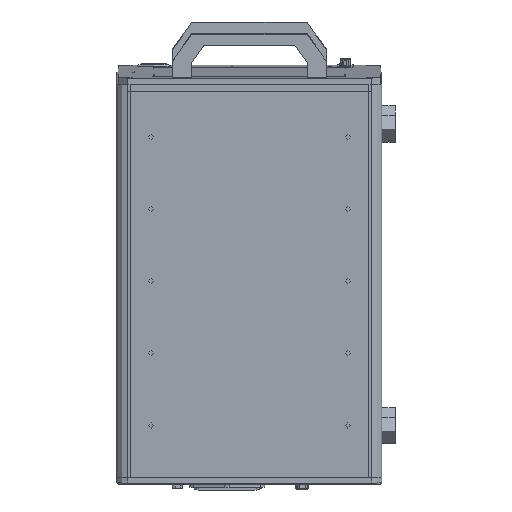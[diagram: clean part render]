
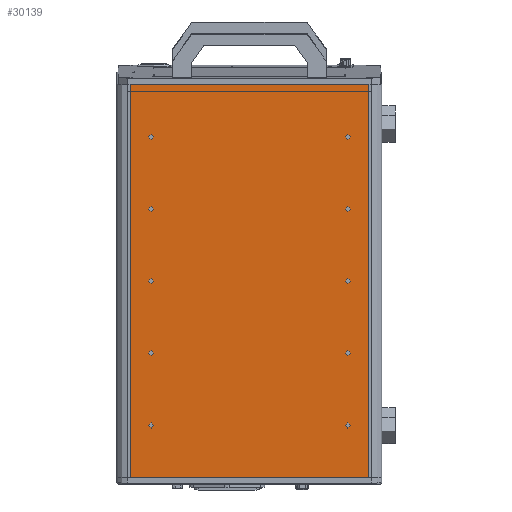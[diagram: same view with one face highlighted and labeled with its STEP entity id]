
A CAD part, left-side view. The second image highlights one B-rep face of the part: STEP entity #30139.
In plain terms, the highlighted planar face has unit normal (-0.999, 0, -0.035).
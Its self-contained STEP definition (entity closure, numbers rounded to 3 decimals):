
#294 = VERTEX_POINT ( 'NONE', #35704 ) ;
#661 = CARTESIAN_POINT ( 'NONE',  ( -410.856, 10., 221.397 ) ) ;
#1150 = ORIENTED_EDGE ( 'NONE', *, *, #4788, .T. ) ;
#1749 = EDGE_LOOP ( 'NONE', ( #27566 ) ) ;
#4030 = CARTESIAN_POINT ( 'NONE',  ( -409.025, 26.003, 168.429 ) ) ;
#4788 = EDGE_CURVE ( 'NONE', #294, #56795, #29328, .T. ) ;
#5415 = EDGE_CURVE ( 'NONE', #5505, #294, #8279, .T. ) ;
#5505 = VERTEX_POINT ( 'NONE', #37114 ) ;
#6731 = VERTEX_POINT ( 'NONE', #32215 ) ;
#7477 = ORIENTED_EDGE ( 'NONE', *, *, #28302, .T. ) ;
#8078 = CIRCLE ( 'NONE', #48780, 2. ) ;
#8119 = AXIS2_PLACEMENT_3D ( 'NONE', #21482, #66902, #59735 ) ;
#8279 = LINE ( 'NONE', #661, #38112 ) ;
#8650 = LINE ( 'NONE', #79098, #65418 ) ;
#8685 = CARTESIAN_POINT ( 'NONE',  ( -412.825, 176.003, 278.363 ) ) ;
#8842 = EDGE_LOOP ( 'NONE', ( #35298 ) ) ;
#8974 = CIRCLE ( 'NONE', #78077, 2. ) ;
#9699 = EDGE_CURVE ( 'NONE', #49545, #49545, #49227, .T. ) ;
#10184 = FACE_OUTER_BOUND ( 'NONE', #67424, .T. ) ;
#10621 = DIRECTION ( 'NONE',  ( -0.035, 0., 0.999 ) ) ;
#12251 = VERTEX_POINT ( 'NONE', #24968 ) ;
#12292 = VECTOR ( 'NONE', #49290, 1000. ) ;
#13421 = ORIENTED_EDGE ( 'NONE', *, *, #35003, .T. ) ;
#13648 = CARTESIAN_POINT ( 'NONE',  ( -414.655, 26.003, 331.331 ) ) ;
#14455 = ORIENTED_EDGE ( 'NONE', *, *, #5415, .T. ) ;
#15133 = CARTESIAN_POINT ( 'NONE',  ( -407.056, 176.003, 111.463 ) ) ;
#15177 = AXIS2_PLACEMENT_3D ( 'NONE', #52331, #39983, #78182 ) ;
#15620 = ORIENTED_EDGE ( 'NONE', *, *, #45726, .T. ) ;
#16490 = EDGE_CURVE ( 'NONE', #45247, #45247, #31734, .T. ) ;
#16537 = FACE_BOUND ( 'NONE', #1749, .T. ) ;
#16547 = CARTESIAN_POINT ( 'NONE',  ( -408.956, 26.003, 166.43 ) ) ;
#17585 = ORIENTED_EDGE ( 'NONE', *, *, #83260, .T. ) ;
#20033 = DIRECTION ( 'NONE',  ( -0.035, 0., 0.999 ) ) ;
#21482 = CARTESIAN_POINT ( 'NONE',  ( -407.056, 26.003, 111.463 ) ) ;
#21637 = CARTESIAN_POINT ( 'NONE',  ( -410.856, 192.005, 221.397 ) ) ;
#23691 = CIRCLE ( 'NONE', #56270, 2. ) ;
#24560 = CARTESIAN_POINT ( 'NONE',  ( -410.925, 176.003, 223.396 ) ) ;
#24578 = AXIS2_PLACEMENT_3D ( 'NONE', #15133, #53374, #41473 ) ;
#24968 = CARTESIAN_POINT ( 'NONE',  ( -410.925, 26.003, 223.396 ) ) ;
#27154 = CARTESIAN_POINT ( 'NONE',  ( -412.755, 176.003, 276.364 ) ) ;
#27566 = ORIENTED_EDGE ( 'NONE', *, *, #9699, .T. ) ;
#28023 = VERTEX_POINT ( 'NONE', #73001 ) ;
#28302 = EDGE_CURVE ( 'NONE', #68102, #68102, #32005, .T. ) ;
#28612 = DIRECTION ( 'NONE',  ( 0., -1., 0. ) ) ;
#28748 = CARTESIAN_POINT ( 'NONE',  ( -412.825, 26.003, 278.363 ) ) ;
#28878 = FACE_BOUND ( 'NONE', #44997, .T. ) ;
#28907 = CARTESIAN_POINT ( 'NONE',  ( -416.037, 101.003, 371.308 ) ) ;
#29328 = LINE ( 'NONE', #28907, #12292 ) ;
#30124 = CARTESIAN_POINT ( 'NONE',  ( -407.125, 176.003, 113.461 ) ) ;
#30138 = DIRECTION ( 'NONE',  ( -0.999, 0., -0.035 ) ) ;
#30139 = ADVANCED_FACE ( 'NONE', ( #74691, #16537, #62415, #28878, #42465, #68332, #62824, #10184, #36091, #62001, #81491 ), #49264, .T. ) ;
#31584 = ORIENTED_EDGE ( 'NONE', *, *, #16490, .T. ) ;
#31731 = EDGE_CURVE ( 'NONE', #56795, #81625, #67485, .T. ) ;
#31734 = CIRCLE ( 'NONE', #42591, 2. ) ;
#32005 = CIRCLE ( 'NONE', #75381, 2. ) ;
#32215 = CARTESIAN_POINT ( 'NONE',  ( -407.125, 26.003, 113.461 ) ) ;
#32268 = CARTESIAN_POINT ( 'NONE',  ( -416.037, 192.005, 371.308 ) ) ;
#32514 = CARTESIAN_POINT ( 'NONE',  ( -412.755, 26.003, 276.364 ) ) ;
#32708 = DIRECTION ( 'NONE',  ( 0.999, 0., 0.035 ) ) ;
#32713 = DIRECTION ( 'NONE',  ( -0.035, 0., 0.999 ) ) ;
#33328 = ORIENTED_EDGE ( 'NONE', *, *, #31731, .T. ) ;
#35003 = EDGE_CURVE ( 'NONE', #28023, #28023, #8974, .T. ) ;
#35271 = EDGE_LOOP ( 'NONE', ( #57235 ) ) ;
#35298 = ORIENTED_EDGE ( 'NONE', *, *, #41144, .T. ) ;
#35457 = ORIENTED_EDGE ( 'NONE', *, *, #42563, .T. ) ;
#35704 = CARTESIAN_POINT ( 'NONE',  ( -416.037, 10., 371.308 ) ) ;
#36091 = FACE_BOUND ( 'NONE', #51287, .T. ) ;
#36304 = VERTEX_POINT ( 'NONE', #4030 ) ;
#37114 = CARTESIAN_POINT ( 'NONE',  ( -405.674, 10., 71.487 ) ) ;
#38112 = VECTOR ( 'NONE', #52459, 1000. ) ;
#39608 = EDGE_LOOP ( 'NONE', ( #15620 ) ) ;
#39983 = DIRECTION ( 'NONE',  ( 0.999, 0., 0.035 ) ) ;
#40945 = CIRCLE ( 'NONE', #15177, 2. ) ;
#41144 = EDGE_CURVE ( 'NONE', #81062, #81062, #43457, .T. ) ;
#41473 = DIRECTION ( 'NONE',  ( -0.035, 0., 0.999 ) ) ;
#42452 = DIRECTION ( 'NONE',  ( 0.999, 0., 0.035 ) ) ;
#42454 = VERTEX_POINT ( 'NONE', #30124 ) ;
#42465 = FACE_BOUND ( 'NONE', #35271, .T. ) ;
#42563 = EDGE_CURVE ( 'NONE', #42454, #42454, #67983, .T. ) ;
#42591 = AXIS2_PLACEMENT_3D ( 'NONE', #58047, #51662, #64376 ) ;
#43303 = DIRECTION ( 'NONE',  ( -0.035, 0., 0.999 ) ) ;
#43457 = CIRCLE ( 'NONE', #47516, 2. ) ;
#43458 = CARTESIAN_POINT ( 'NONE',  ( -405.674, 192.005, 71.487 ) ) ;
#43950 = EDGE_LOOP ( 'NONE', ( #13421 ) ) ;
#44997 = EDGE_LOOP ( 'NONE', ( #73117 ) ) ;
#45247 = VERTEX_POINT ( 'NONE', #49966 ) ;
#45726 = EDGE_CURVE ( 'NONE', #12251, #12251, #40945, .T. ) ;
#46689 = DIRECTION ( 'NONE',  ( -0.035, 0., 0.999 ) ) ;
#47292 = EDGE_CURVE ( 'NONE', #6731, #6731, #70469, .T. ) ;
#47516 = AXIS2_PLACEMENT_3D ( 'NONE', #13648, #79005, #20033 ) ;
#47872 = AXIS2_PLACEMENT_3D ( 'NONE', #32514, #51631, #57579 ) ;
#48780 = AXIS2_PLACEMENT_3D ( 'NONE', #16547, #81085, #10621 ) ;
#49227 = CIRCLE ( 'NONE', #47872, 2. ) ;
#49250 = DIRECTION ( 'NONE',  ( -0.035, 0., 0.999 ) ) ;
#49264 = PLANE ( 'NONE',  #61969 ) ;
#49290 = DIRECTION ( 'NONE',  ( 0., 1., 0. ) ) ;
#49545 = VERTEX_POINT ( 'NONE', #28748 ) ;
#49869 = EDGE_CURVE ( 'NONE', #63636, #63636, #23691, .T. ) ;
#49966 = CARTESIAN_POINT ( 'NONE',  ( -414.724, 176.003, 333.33 ) ) ;
#51287 = EDGE_LOOP ( 'NONE', ( #83958 ) ) ;
#51631 = DIRECTION ( 'NONE',  ( 0.999, 0., 0.035 ) ) ;
#51662 = DIRECTION ( 'NONE',  ( 0.999, 0., 0.035 ) ) ;
#52041 = EDGE_LOOP ( 'NONE', ( #35457 ) ) ;
#52331 = CARTESIAN_POINT ( 'NONE',  ( -410.856, 26.003, 221.397 ) ) ;
#52459 = DIRECTION ( 'NONE',  ( -0.035, 0., 0.999 ) ) ;
#53073 = DIRECTION ( 'NONE',  ( 0.999, 0., 0.035 ) ) ;
#53374 = DIRECTION ( 'NONE',  ( 0.999, 0., 0.035 ) ) ;
#55622 = CARTESIAN_POINT ( 'NONE',  ( -414.724, 26.003, 333.33 ) ) ;
#56270 = AXIS2_PLACEMENT_3D ( 'NONE', #81475, #42452, #49250 ) ;
#56795 = VERTEX_POINT ( 'NONE', #32268 ) ;
#57235 = ORIENTED_EDGE ( 'NONE', *, *, #47292, .T. ) ;
#57579 = DIRECTION ( 'NONE',  ( -0.035, 0., 0.999 ) ) ;
#57949 = EDGE_LOOP ( 'NONE', ( #7477 ) ) ;
#58047 = CARTESIAN_POINT ( 'NONE',  ( -414.655, 176.003, 331.331 ) ) ;
#59735 = DIRECTION ( 'NONE',  ( -0.035, 0., 0.999 ) ) ;
#61969 = AXIS2_PLACEMENT_3D ( 'NONE', #75537, #30138, #43303 ) ;
#62001 = FACE_BOUND ( 'NONE', #43950, .T. ) ;
#62415 = FACE_BOUND ( 'NONE', #39608, .T. ) ;
#62824 = FACE_BOUND ( 'NONE', #73804, .T. ) ;
#63636 = VERTEX_POINT ( 'NONE', #24560 ) ;
#64376 = DIRECTION ( 'NONE',  ( -0.035, 0., 0.999 ) ) ;
#65418 = VECTOR ( 'NONE', #28612, 1000. ) ;
#66902 = DIRECTION ( 'NONE',  ( 0.999, 0., 0.035 ) ) ;
#67424 = EDGE_LOOP ( 'NONE', ( #33328, #17585, #14455, #1150 ) ) ;
#67485 = LINE ( 'NONE', #21637, #74160 ) ;
#67983 = CIRCLE ( 'NONE', #24578, 2. ) ;
#68102 = VERTEX_POINT ( 'NONE', #8685 ) ;
#68332 = FACE_BOUND ( 'NONE', #57949, .T. ) ;
#70469 = CIRCLE ( 'NONE', #8119, 2. ) ;
#72982 = CARTESIAN_POINT ( 'NONE',  ( -408.956, 176.003, 166.43 ) ) ;
#73001 = CARTESIAN_POINT ( 'NONE',  ( -409.025, 176.003, 168.429 ) ) ;
#73117 = ORIENTED_EDGE ( 'NONE', *, *, #77731, .T. ) ;
#73804 = EDGE_LOOP ( 'NONE', ( #31584 ) ) ;
#74160 = VECTOR ( 'NONE', #79358, 1000. ) ;
#74691 = FACE_BOUND ( 'NONE', #8842, .T. ) ;
#75381 = AXIS2_PLACEMENT_3D ( 'NONE', #27154, #53073, #32713 ) ;
#75537 = CARTESIAN_POINT ( 'NONE',  ( -410.856, 101.003, 221.397 ) ) ;
#77731 = EDGE_CURVE ( 'NONE', #36304, #36304, #8078, .T. ) ;
#78077 = AXIS2_PLACEMENT_3D ( 'NONE', #72982, #32708, #46689 ) ;
#78182 = DIRECTION ( 'NONE',  ( -0.035, 0., 0.999 ) ) ;
#79005 = DIRECTION ( 'NONE',  ( 0.999, 0., 0.035 ) ) ;
#79098 = CARTESIAN_POINT ( 'NONE',  ( -405.674, 101.003, 71.487 ) ) ;
#79358 = DIRECTION ( 'NONE',  ( 0.035, 0., -0.999 ) ) ;
#81062 = VERTEX_POINT ( 'NONE', #55622 ) ;
#81085 = DIRECTION ( 'NONE',  ( 0.999, 0., 0.035 ) ) ;
#81475 = CARTESIAN_POINT ( 'NONE',  ( -410.856, 176.003, 221.397 ) ) ;
#81491 = FACE_BOUND ( 'NONE', #52041, .T. ) ;
#81625 = VERTEX_POINT ( 'NONE', #43458 ) ;
#83260 = EDGE_CURVE ( 'NONE', #81625, #5505, #8650, .T. ) ;
#83958 = ORIENTED_EDGE ( 'NONE', *, *, #49869, .T. ) ;
